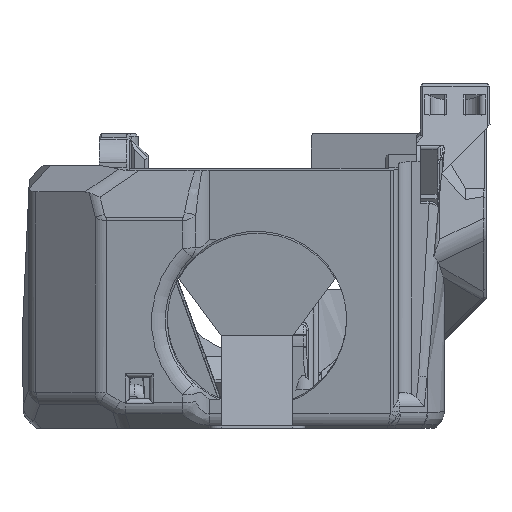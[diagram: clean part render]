
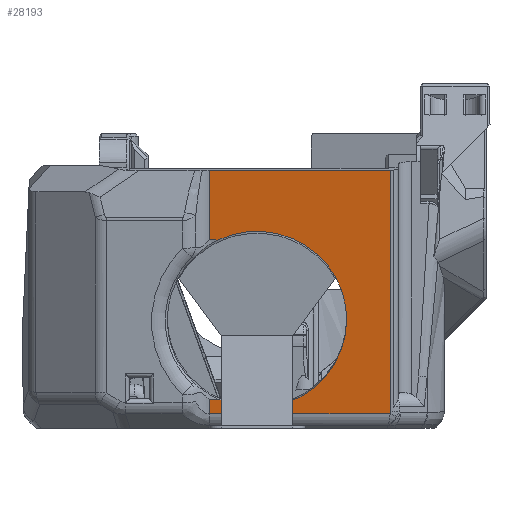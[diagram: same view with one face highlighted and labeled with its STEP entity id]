
A CAD part, left-side view. The second image highlights one B-rep face of the part: STEP entity #28193.
In plain terms, the highlighted planar face has unit normal (-0.985, 0, -0.174).
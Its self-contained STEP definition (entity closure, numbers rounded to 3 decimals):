
#941=B_SPLINE_CURVE_WITH_KNOTS('',3,(#48168,#48169,#48170,#48171),
 .UNSPECIFIED.,.F.,.F.,(4,4),(0.,0.001),.UNSPECIFIED.);
#949=B_SPLINE_CURVE_WITH_KNOTS('',3,(#48320,#48321,#48322,#48323),
 .UNSPECIFIED.,.F.,.F.,(4,4),(0.,0.001),.UNSPECIFIED.);
#2073=CIRCLE('',#30411,14.);
#2592=ELLIPSE('',#30410,1.92,1.);
#6878=ORIENTED_EDGE('',*,*,#13711,.T.);
#6879=ORIENTED_EDGE('',*,*,#13777,.T.);
#6880=ORIENTED_EDGE('',*,*,#13775,.F.);
#6881=ORIENTED_EDGE('',*,*,#13778,.F.);
#6882=ORIENTED_EDGE('',*,*,#13779,.T.);
#6883=ORIENTED_EDGE('',*,*,#13780,.T.);
#6884=ORIENTED_EDGE('',*,*,#13781,.T.);
#6885=ORIENTED_EDGE('',*,*,#13714,.T.);
#6886=ORIENTED_EDGE('',*,*,#13712,.T.);
#13711=EDGE_CURVE('',#17247,#17319,#19662,.T.);
#13712=EDGE_CURVE('',#17320,#17247,#19663,.F.);
#13714=EDGE_CURVE('',#17321,#17320,#941,.T.);
#13775=EDGE_CURVE('',#17362,#17363,#19707,.F.);
#13777=EDGE_CURVE('',#17319,#17363,#2592,.F.);
#13778=EDGE_CURVE('',#17364,#17362,#19708,.T.);
#13779=EDGE_CURVE('',#17364,#17365,#19709,.F.);
#13780=EDGE_CURVE('',#17365,#17366,#949,.F.);
#13781=EDGE_CURVE('',#17366,#17321,#2073,.T.);
#17247=VERTEX_POINT('',#47885);
#17319=VERTEX_POINT('',#48135);
#17320=VERTEX_POINT('',#48139);
#17321=VERTEX_POINT('',#48172);
#17362=VERTEX_POINT('',#48310);
#17363=VERTEX_POINT('',#48312);
#17364=VERTEX_POINT('',#48317);
#17365=VERTEX_POINT('',#48319);
#17366=VERTEX_POINT('',#48324);
#19662=LINE('',#48136,#22042);
#19663=LINE('',#48138,#22043);
#19707=LINE('',#48311,#22087);
#19708=LINE('',#48316,#22088);
#19709=LINE('',#48318,#22089);
#22042=VECTOR('',#35289,1000.);
#22043=VECTOR('',#35292,1000.);
#22087=VECTOR('',#35384,1000.);
#22088=VECTOR('',#35391,1000.);
#22089=VECTOR('',#35392,1000.);
#23848=EDGE_LOOP('',(#6878,#6879,#6880,#6881,#6882,#6883,#6884,#6885,#6886));
#25618=FACE_BOUND('',#23848,.T.);
#27024=PLANE('',#30409);
#28193=ADVANCED_FACE('',(#25618),#27024,.F.);
#30409=AXIS2_PLACEMENT_3D('',#48314,#35387,#35388);
#30410=AXIS2_PLACEMENT_3D('',#48315,#35389,#35390);
#30411=AXIS2_PLACEMENT_3D('',#48325,#35393,#35394);
#35289=DIRECTION('',(0.,-1.,0.));
#35292=DIRECTION('',(-0.174,0.,0.985));
#35384=DIRECTION('',(-0.174,0.,0.985));
#35387=DIRECTION('',(0.985,0.,0.174));
#35388=DIRECTION('',(-0.174,0.,0.985));
#35389=DIRECTION('',(0.985,0.,0.174));
#35390=DIRECTION('',(0.126,-0.686,-0.716));
#35391=DIRECTION('',(0.,-1.,0.));
#35392=DIRECTION('',(-0.174,0.,0.985));
#35393=DIRECTION('',(0.985,0.,0.174));
#35394=DIRECTION('',(-0.174,0.,0.985));
#47885=CARTESIAN_POINT('',(-27.864,12.27,2.262));
#48135=CARTESIAN_POINT('',(-27.864,-15.951,2.262));
#48136=CARTESIAN_POINT('',(-27.864,-14.655,2.262));
#48138=CARTESIAN_POINT('',(-31.185,12.27,21.099));
#48139=CARTESIAN_POINT('',(-28.255,12.27,4.482));
#48168=CARTESIAN_POINT('',(-28.27,10.952,4.562));
#48169=CARTESIAN_POINT('',(-28.27,11.393,4.564));
#48170=CARTESIAN_POINT('',(-28.265,11.833,4.537));
#48171=CARTESIAN_POINT('',(-28.255,12.27,4.482));
#48172=CARTESIAN_POINT('',(-28.27,10.952,4.562));
#48310=CARTESIAN_POINT('',(-34.572,-16.002,40.304));
#48311=CARTESIAN_POINT('',(-7.663,-16.002,-112.301));
#48312=CARTESIAN_POINT('',(-27.916,-16.002,2.558));
#48314=CARTESIAN_POINT('',(-31.185,24.853,21.099));
#48315=CARTESIAN_POINT('',(-28.071,-14.497,3.435));
#48316=CARTESIAN_POINT('',(-34.572,24.853,40.304));
#48317=CARTESIAN_POINT('',(-34.572,12.27,40.304));
#48318=CARTESIAN_POINT('',(-31.185,12.27,21.099));
#48319=CARTESIAN_POINT('',(-32.66,12.27,29.463));
#48320=CARTESIAN_POINT('',(-32.646,10.952,29.383));
#48321=CARTESIAN_POINT('',(-32.646,11.393,29.381));
#48322=CARTESIAN_POINT('',(-32.651,11.833,29.409));
#48323=CARTESIAN_POINT('',(-32.66,12.27,29.463));
#48324=CARTESIAN_POINT('',(-32.646,10.952,29.383));
#48325=CARTESIAN_POINT('',(-30.458,4.853,16.973));
